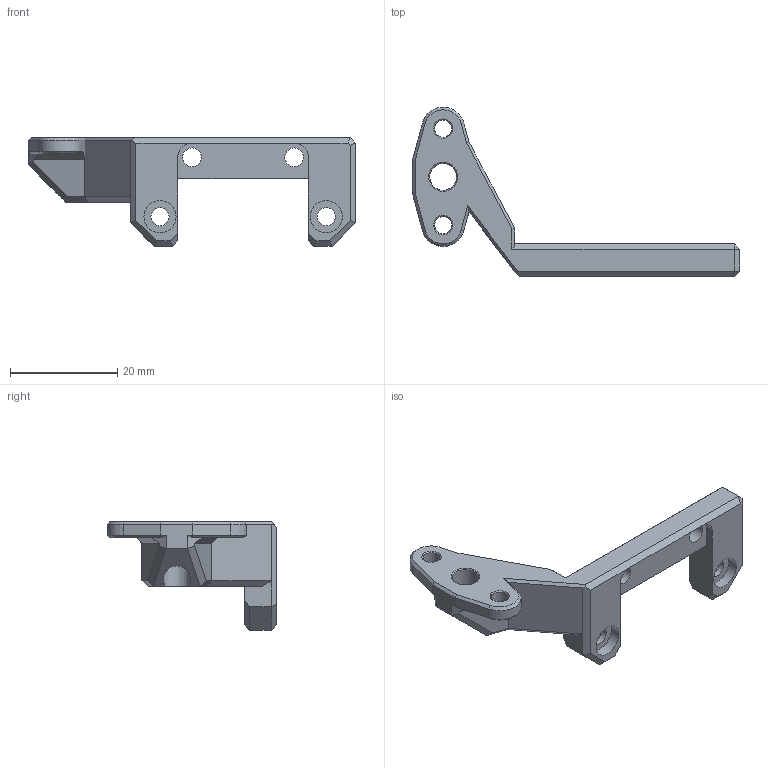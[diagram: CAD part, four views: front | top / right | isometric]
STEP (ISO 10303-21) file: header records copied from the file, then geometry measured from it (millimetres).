
FILE_DESCRIPTION(/* description */ (''),/* implementation_level */ '2;1');
FILE_NAME(/* name */ 'bltouch-adxl345-holder.step',/* time_stamp */ '2023-01-14T09:47:01+07:00',/* author */ (''),/* organization */ (''),/* preprocessor_version */ 'ST-DEVELOPER v19.2',/* originating_system */ 'Autodesk Translation Framework v11.17.0.187',/* authorisation */ '');
FILE_SCHEMA (('AUTOMOTIVE_DESIGN { 1 0 10303 214 3 1 1 }'));
Length unit declared in the file: millimetre
Products named in the file (1): BLTouch ADXL345 Holder
Bounding box: 61.07 x 31.6 x 20.24 mm (x, y, z)
Volume: 4665.3 mm3; surface area: 3448.5 mm2
Topology: 1 solids, 1 shells, 102 faces, 249 edges, 152 vertices
Faces by surface type: plane 78, cylinder 15, cone 9
Full cylindrical faces by diameter (mm): 3.2 x2, 3.4 x2, 3.5 x2, 5 x1, 5.72 x2, 6 x2
Entity records: 2981 total; most frequent: CARTESIAN_POINT 504, ORIENTED_EDGE 498, DIRECTION 498, EDGE_CURVE 249, LINE 206, VECTOR 206, VERTEX_POINT 152, AXIS2_PLACEMENT_3D 146
